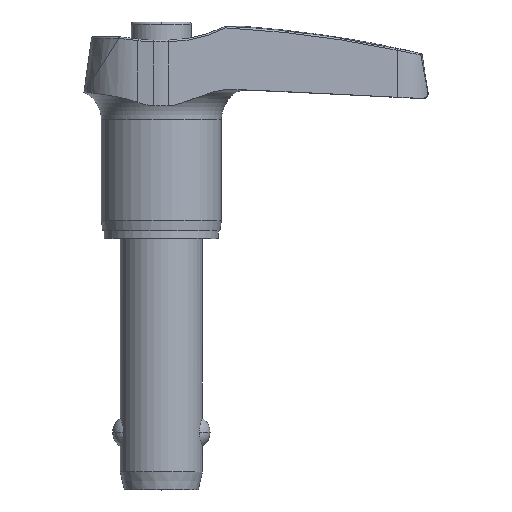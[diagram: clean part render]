
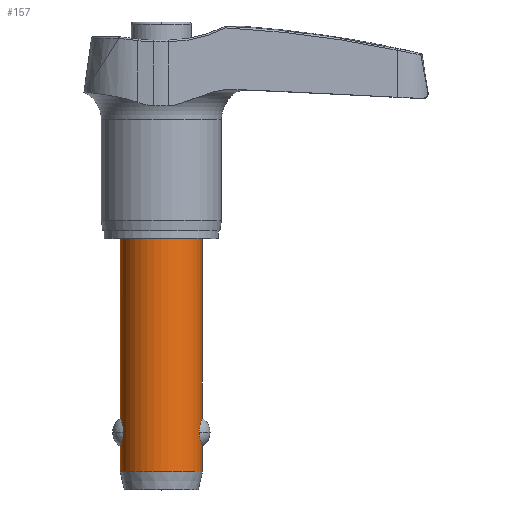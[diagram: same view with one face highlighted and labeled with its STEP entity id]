
A CAD part, top view. The second image highlights one B-rep face of the part: STEP entity #157.
In plain terms, the highlighted cylindrical face has radius 8 mm (diameter 16 mm), a partial arc.
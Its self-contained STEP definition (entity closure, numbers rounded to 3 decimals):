
#157=ADVANCED_FACE('',(#352),#353,.T.);
#352=FACE_OUTER_BOUND('',#584,.T.);
#353=CYLINDRICAL_SURFACE('',#585,8.0);
#584=EDGE_LOOP('',(#1076,#1077,#1078,#1079,#1080,#1081,#1082,#1083,#1084,#1085));
#585=AXIS2_PLACEMENT_3D('',#1086,#1087,#1088);
#1076=ORIENTED_EDGE('',*,*,#1611,.T.);
#1077=ORIENTED_EDGE('',*,*,#1634,.T.);
#1078=ORIENTED_EDGE('',*,*,#1627,.T.);
#1079=ORIENTED_EDGE('',*,*,#1618,.T.);
#1080=ORIENTED_EDGE('',*,*,#1640,.F.);
#1081=ORIENTED_EDGE('',*,*,#1616,.T.);
#1082=ORIENTED_EDGE('',*,*,#1630,.T.);
#1083=ORIENTED_EDGE('',*,*,#1632,.T.);
#1084=ORIENTED_EDGE('',*,*,#1613,.T.);
#1085=ORIENTED_EDGE('',*,*,#1638,.T.);
#1086=CARTESIAN_POINT('',(0.0,-22.75,0.0));
#1087=DIRECTION('',(-0.0,1.0,0.0));
#1088=DIRECTION('',(1.0,0.0,0.0));
#1611=EDGE_CURVE('',#1969,#1970,#1971,.T.);
#1613=EDGE_CURVE('',#1974,#1972,#1975,.T.);
#1616=EDGE_CURVE('',#1980,#1978,#1981,.T.);
#1618=EDGE_CURVE('',#1984,#1982,#1985,.T.);
#1627=EDGE_CURVE('',#1996,#1984,#1998,.T.);
#1630=EDGE_CURVE('',#1978,#2000,#2002,.T.);
#1632=EDGE_CURVE('',#2000,#1974,#2004,.T.);
#1634=EDGE_CURVE('',#1970,#1996,#2006,.T.);
#1638=EDGE_CURVE('',#1972,#1969,#2010,.T.);
#1640=EDGE_CURVE('',#1980,#1982,#2012,.T.);
#1969=VERTEX_POINT('',#2763);
#1970=VERTEX_POINT('',#2764);
#1971=LINE('',#2765,#2766);
#1972=VERTEX_POINT('',#2767);
#1974=VERTEX_POINT('',#2769);
#1975=LINE('',#2770,#2771);
#1978=VERTEX_POINT('',#2791);
#1980=VERTEX_POINT('',#2810);
#1981=LINE('',#2811,#2812);
#1982=VERTEX_POINT('',#2813);
#1984=VERTEX_POINT('',#2815);
#1985=LINE('',#2816,#2817);
#1996=VERTEX_POINT('',#2864);
#1998=B_SPLINE_CURVE_WITH_KNOTS('',3,(#2866,#2867,#2868,#2869,#2870,#2871,#2872,#2873,#2874,#2875,#2876,#2877,#2878,#2879,#2880,#2881,#2882,#2883),.UNSPECIFIED.,.F.,.F.,(4,2,2,2,2,2,2,2,4),(8.748,9.218,9.688,10.158,10.629,11.088,11.547,12.334,13.121),.UNSPECIFIED.);
#2000=VERTEX_POINT('',#2885);
#2002=B_SPLINE_CURVE_WITH_KNOTS('',3,(#2887,#2888,#2889,#2890,#2891,#2892,#2893,#2894,#2895,#2896,#2897,#2898,#2899,#2900,#2901,#2902,#2903,#2904),.UNSPECIFIED.,.F.,.F.,(4,2,2,2,2,2,2,2,4),(13.121,13.909,14.696,15.155,15.614,16.084,16.554,17.025,17.495),.UNSPECIFIED.);
#2004=B_SPLINE_CURVE_WITH_KNOTS('',3,(#2906,#2907,#2908,#2909,#2910,#2911,#2912,#2913,#2914,#2915,#2916,#2917,#2918,#2919,#2920,#2921,#2922,#2923),.UNSPECIFIED.,.F.,.F.,(4,2,2,2,2,2,2,2,4),(0.0,0.47,0.941,1.411,1.881,2.34,2.799,3.586,4.374),.UNSPECIFIED.);
#2006=B_SPLINE_CURVE_WITH_KNOTS('',3,(#2925,#2926,#2927,#2928,#2929,#2930,#2931,#2932,#2933,#2934,#2935,#2936,#2937,#2938,#2939,#2940,#2941,#2942),.UNSPECIFIED.,.F.,.F.,(4,2,2,2,2,2,2,2,4),(4.374,5.161,5.948,6.407,6.866,7.337,7.807,8.277,8.748),.UNSPECIFIED.);
#2010=CIRCLE('',#2946,8.0);
#2012=CIRCLE('',#2948,8.0);
#2763=CARTESIAN_POINT('',(8.0,-45.5,0.0));
#2764=CARTESIAN_POINT('',(8.0,-40.477,0.));
#2765=CARTESIAN_POINT('',(8.0,-22.75,0.));
#2766=VECTOR('',#3542,1.0);
#2767=CARTESIAN_POINT('',(-8.0,-45.5,0.));
#2769=CARTESIAN_POINT('',(-8.0,-40.477,0.));
#2770=CARTESIAN_POINT('',(-8.0,-22.75,0.));
#2771=VECTOR('',#3546,1.0);
#2791=CARTESIAN_POINT('',(-8.0,-35.0,0.));
#2810=CARTESIAN_POINT('',(-8.0,0.,0.));
#2811=CARTESIAN_POINT('',(-8.0,-22.75,0.));
#2812=VECTOR('',#3547,1.0);
#2813=CARTESIAN_POINT('',(8.0,0.0,0.0));
#2815=CARTESIAN_POINT('',(8.0,-35.0,0.));
#2816=CARTESIAN_POINT('',(8.0,-22.75,0.));
#2817=VECTOR('',#3551,1.0);
#2864=CARTESIAN_POINT('',(7.4,-37.739,3.04));
#2866=CARTESIAN_POINT('',(7.4,-37.739,3.04));
#2867=CARTESIAN_POINT('',(7.4,-37.582,3.04));
#2868=CARTESIAN_POINT('',(7.406,-37.42,3.025));
#2869=CARTESIAN_POINT('',(7.431,-37.099,2.964));
#2870=CARTESIAN_POINT('',(7.449,-36.939,2.918));
#2871=CARTESIAN_POINT('',(7.496,-36.632,2.795));
#2872=CARTESIAN_POINT('',(7.524,-36.485,2.719));
#2873=CARTESIAN_POINT('',(7.585,-36.212,2.545));
#2874=CARTESIAN_POINT('',(7.618,-36.086,2.446));
#2875=CARTESIAN_POINT('',(7.681,-35.863,2.241));
#2876=CARTESIAN_POINT('',(7.715,-35.751,2.12));
#2877=CARTESIAN_POINT('',(7.782,-35.552,1.86));
#2878=CARTESIAN_POINT('',(7.814,-35.463,1.721));
#2879=CARTESIAN_POINT('',(7.887,-35.269,1.361));
#2880=CARTESIAN_POINT('',(7.929,-35.166,1.097));
#2881=CARTESIAN_POINT('',(7.986,-35.031,0.547));
#2882=CARTESIAN_POINT('',(8.0,-35.0,0.262));
#2883=CARTESIAN_POINT('',(8.0,-35.0,0.));
#2885=CARTESIAN_POINT('',(-7.4,-37.739,3.04));
#2887=CARTESIAN_POINT('',(-8.0,-35.0,0.));
#2888=CARTESIAN_POINT('',(-8.0,-35.0,0.262));
#2889=CARTESIAN_POINT('',(-7.986,-35.031,0.547));
#2890=CARTESIAN_POINT('',(-7.929,-35.166,1.097));
#2891=CARTESIAN_POINT('',(-7.887,-35.269,1.361));
#2892=CARTESIAN_POINT('',(-7.814,-35.463,1.721));
#2893=CARTESIAN_POINT('',(-7.782,-35.552,1.86));
#2894=CARTESIAN_POINT('',(-7.715,-35.751,2.12));
#2895=CARTESIAN_POINT('',(-7.681,-35.863,2.241));
#2896=CARTESIAN_POINT('',(-7.618,-36.086,2.446));
#2897=CARTESIAN_POINT('',(-7.585,-36.212,2.545));
#2898=CARTESIAN_POINT('',(-7.524,-36.485,2.719));
#2899=CARTESIAN_POINT('',(-7.496,-36.632,2.795));
#2900=CARTESIAN_POINT('',(-7.449,-36.939,2.918));
#2901=CARTESIAN_POINT('',(-7.431,-37.099,2.964));
#2902=CARTESIAN_POINT('',(-7.406,-37.42,3.025));
#2903=CARTESIAN_POINT('',(-7.4,-37.582,3.04));
#2904=CARTESIAN_POINT('',(-7.4,-37.739,3.04));
#2906=CARTESIAN_POINT('',(-7.4,-37.739,3.04));
#2907=CARTESIAN_POINT('',(-7.4,-37.895,3.04));
#2908=CARTESIAN_POINT('',(-7.406,-38.057,3.025));
#2909=CARTESIAN_POINT('',(-7.431,-38.379,2.964));
#2910=CARTESIAN_POINT('',(-7.449,-38.538,2.918));
#2911=CARTESIAN_POINT('',(-7.496,-38.845,2.795));
#2912=CARTESIAN_POINT('',(-7.524,-38.992,2.719));
#2913=CARTESIAN_POINT('',(-7.585,-39.265,2.545));
#2914=CARTESIAN_POINT('',(-7.618,-39.391,2.446));
#2915=CARTESIAN_POINT('',(-7.681,-39.614,2.241));
#2916=CARTESIAN_POINT('',(-7.715,-39.726,2.12));
#2917=CARTESIAN_POINT('',(-7.782,-39.926,1.86));
#2918=CARTESIAN_POINT('',(-7.814,-40.014,1.721));
#2919=CARTESIAN_POINT('',(-7.887,-40.208,1.361));
#2920=CARTESIAN_POINT('',(-7.929,-40.312,1.097));
#2921=CARTESIAN_POINT('',(-7.986,-40.446,0.547));
#2922=CARTESIAN_POINT('',(-8.0,-40.477,0.262));
#2923=CARTESIAN_POINT('',(-8.0,-40.477,0.));
#2925=CARTESIAN_POINT('',(8.0,-40.477,0.0));
#2926=CARTESIAN_POINT('',(8.0,-40.477,0.262));
#2927=CARTESIAN_POINT('',(7.986,-40.446,0.547));
#2928=CARTESIAN_POINT('',(7.929,-40.312,1.097));
#2929=CARTESIAN_POINT('',(7.887,-40.208,1.361));
#2930=CARTESIAN_POINT('',(7.814,-40.014,1.721));
#2931=CARTESIAN_POINT('',(7.782,-39.926,1.86));
#2932=CARTESIAN_POINT('',(7.715,-39.726,2.12));
#2933=CARTESIAN_POINT('',(7.681,-39.614,2.241));
#2934=CARTESIAN_POINT('',(7.618,-39.391,2.446));
#2935=CARTESIAN_POINT('',(7.585,-39.265,2.545));
#2936=CARTESIAN_POINT('',(7.524,-38.992,2.719));
#2937=CARTESIAN_POINT('',(7.496,-38.845,2.795));
#2938=CARTESIAN_POINT('',(7.449,-38.538,2.918));
#2939=CARTESIAN_POINT('',(7.431,-38.379,2.964));
#2940=CARTESIAN_POINT('',(7.406,-38.057,3.025));
#2941=CARTESIAN_POINT('',(7.4,-37.895,3.04));
#2942=CARTESIAN_POINT('',(7.4,-37.739,3.04));
#2946=AXIS2_PLACEMENT_3D('',#3566,#3567,#3568);
#2948=AXIS2_PLACEMENT_3D('',#3569,#3570,#3571);
#3542=DIRECTION('',(0.0,1.0,0.0));
#3546=DIRECTION('',(-0.0,-1.0,-0.0));
#3547=DIRECTION('',(-0.0,-1.0,-0.0));
#3551=DIRECTION('',(0.0,1.0,0.0));
#3566=CARTESIAN_POINT('',(0.0,-45.5,0.0));
#3567=DIRECTION('',(-0.0,1.0,0.0));
#3568=DIRECTION('',(1.0,0.0,0.0));
#3569=CARTESIAN_POINT('',(0.0,0.0,0.0));
#3570=DIRECTION('',(-0.0,1.0,0.));
#3571=DIRECTION('',(1.0,0.0,0.0));
